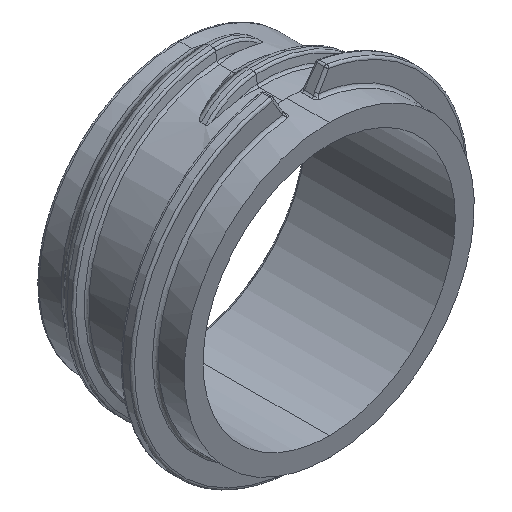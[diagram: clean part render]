
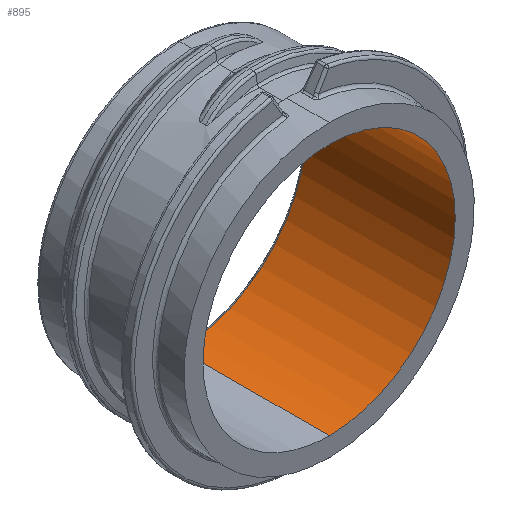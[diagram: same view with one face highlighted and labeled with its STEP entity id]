
A CAD part, isometric view. The second image highlights one B-rep face of the part: STEP entity #895.
In plain terms, the highlighted free-form (B-spline) face has degree [2, 1] with [5, 2] control points.
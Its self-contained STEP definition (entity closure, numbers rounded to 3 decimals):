
#734 = EDGE_CURVE('',#735,#737,#739,.T.);
#735 = VERTEX_POINT('',#736);
#736 = CARTESIAN_POINT('',(0.,18.804,-19.619));
#737 = VERTEX_POINT('',#738);
#738 = CARTESIAN_POINT('',(0.,18.804,
    19.619));
#739 = ( BOUNDED_CURVE() B_SPLINE_CURVE(2,(#740,#741,#742,#743,#744),
.UNSPECIFIED.,.F.,.F.) B_SPLINE_CURVE_WITH_KNOTS((3,2,3),(0.,
1.571,3.142),.PIECEWISE_BEZIER_KNOTS.) CURVE() 
GEOMETRIC_REPRESENTATION_ITEM() RATIONAL_B_SPLINE_CURVE((1.,
0.707,1.,0.707,1.)) REPRESENTATION_ITEM('') );
#740 = CARTESIAN_POINT('',(0.,18.804,-19.619));
#741 = CARTESIAN_POINT('',(19.619,18.804,
    -19.619));
#742 = CARTESIAN_POINT('',(19.619,18.804,
    0.));
#743 = CARTESIAN_POINT('',(19.619,18.804,
    19.619));
#744 = CARTESIAN_POINT('',(0.,18.804,
    19.619));
#789 = EDGE_CURVE('',#735,#790,#792,.T.);
#790 = VERTEX_POINT('',#791);
#791 = CARTESIAN_POINT('',(0.,-4.442,-19.619));
#792 = B_SPLINE_CURVE_WITH_KNOTS('',1,(#793,#794),.UNSPECIFIED.,.F.,.F.,
  (2,2),(-12.7,3.),.PIECEWISE_BEZIER_KNOTS.);
#793 = CARTESIAN_POINT('',(0.,18.804,-19.619));
#794 = CARTESIAN_POINT('',(0.,-4.442,-19.619));
#797 = VERTEX_POINT('',#798);
#798 = CARTESIAN_POINT('',(0.,-4.442,
    19.619));
#806 = EDGE_CURVE('',#737,#797,#807,.T.);
#807 = B_SPLINE_CURVE_WITH_KNOTS('',1,(#808,#809),.UNSPECIFIED.,.F.,.F.,
  (2,2),(-12.7,3.),.PIECEWISE_BEZIER_KNOTS.);
#808 = CARTESIAN_POINT('',(0.,18.804,
    19.619));
#809 = CARTESIAN_POINT('',(0.,-4.442,
    19.619));
#895 = ADVANCED_FACE('',(#896),#909,.F.);
#896 = FACE_BOUND('',#897,.F.);
#897 = EDGE_LOOP('',(#898,#906,#907,#908));
#898 = ORIENTED_EDGE('',*,*,#899,.F.);
#899 = EDGE_CURVE('',#790,#797,#900,.T.);
#900 = ( BOUNDED_CURVE() B_SPLINE_CURVE(2,(#901,#902,#903,#904,#905),
.UNSPECIFIED.,.F.,.F.) B_SPLINE_CURVE_WITH_KNOTS((3,2,3),(0.,
1.571,3.142),.PIECEWISE_BEZIER_KNOTS.) CURVE() 
GEOMETRIC_REPRESENTATION_ITEM() RATIONAL_B_SPLINE_CURVE((1.,
0.707,1.,0.707,1.)) REPRESENTATION_ITEM('') );
#901 = CARTESIAN_POINT('',(0.,-4.442,-19.619));
#902 = CARTESIAN_POINT('',(19.619,-4.442,
    -19.619));
#903 = CARTESIAN_POINT('',(19.619,-4.442,
    0.));
#904 = CARTESIAN_POINT('',(19.619,-4.442,
    19.619));
#905 = CARTESIAN_POINT('',(0.,-4.442,
    19.619));
#906 = ORIENTED_EDGE('',*,*,#789,.F.);
#907 = ORIENTED_EDGE('',*,*,#734,.T.);
#908 = ORIENTED_EDGE('',*,*,#806,.T.);
#909 = ( BOUNDED_SURFACE() B_SPLINE_SURFACE(2,1,(
    (#910,#911)
    ,(#912,#913)
    ,(#914,#915)
    ,(#916,#917)
,(#918,#919
    )),.UNSPECIFIED.,.F.,.F.,.F.) B_SPLINE_SURFACE_WITH_KNOTS((3,2,3),(2
    ,2),(0.,1.571,3.142),(-12.7,3.),
.PIECEWISE_BEZIER_KNOTS.) GEOMETRIC_REPRESENTATION_ITEM() 
RATIONAL_B_SPLINE_SURFACE((
    (1.,1.)
    ,(0.707,0.707)
    ,(1.,1.)
    ,(0.707,0.707)
,(1.,1.))) REPRESENTATION_ITEM('') SURFACE() );
#910 = CARTESIAN_POINT('',(0.,18.804,-19.619));
#911 = CARTESIAN_POINT('',(0.,-4.442,-19.619));
#912 = CARTESIAN_POINT('',(19.619,18.804,
    -19.619));
#913 = CARTESIAN_POINT('',(19.619,-4.442,
    -19.619));
#914 = CARTESIAN_POINT('',(19.619,18.804,
    0.));
#915 = CARTESIAN_POINT('',(19.619,-4.442,
    0.));
#916 = CARTESIAN_POINT('',(19.619,18.804,
    19.619));
#917 = CARTESIAN_POINT('',(19.619,-4.442,
    19.619));
#918 = CARTESIAN_POINT('',(0.,18.804,
    19.619));
#919 = CARTESIAN_POINT('',(0.,-4.442,
    19.619));
